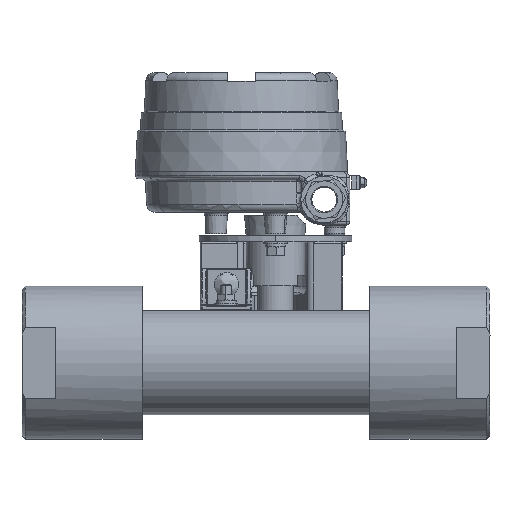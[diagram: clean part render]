
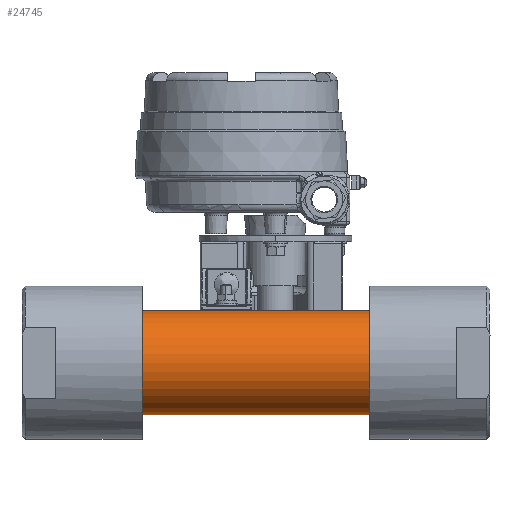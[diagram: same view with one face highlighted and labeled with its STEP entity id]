
A CAD part, left-side view. The second image highlights one B-rep face of the part: STEP entity #24745.
In plain terms, the highlighted cylindrical face has radius 39 mm (diameter 78 mm), a partial arc.
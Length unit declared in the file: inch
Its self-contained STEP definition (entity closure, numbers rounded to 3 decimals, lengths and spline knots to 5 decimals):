
#576 = VERTEX_POINT ( 'NONE', #17685 ) ;
#2042 = DIRECTION ( 'NONE',  ( 0., 1., 0. ) ) ;
#2414 = LINE ( 'NONE', #8310, #14775 ) ;
#2541 = ORIENTED_EDGE ( 'NONE', *, *, #10835, .T. ) ;
#2903 = DIRECTION ( 'NONE',  ( 0., 1., 0. ) ) ;
#3516 = DIRECTION ( 'NONE',  ( 0., 0., -1. ) ) ;
#5551 = CARTESIAN_POINT ( 'NONE',  ( -2.06008, 4.04042, -7.00957 ) ) ;
#7137 = DIRECTION ( 'NONE',  ( 0., -1., 0. ) ) ;
#7917 = ORIENTED_EDGE ( 'NONE', *, *, #16279, .T. ) ;
#8310 = CARTESIAN_POINT ( 'NONE',  ( -2.06008, -5.93989, -10.08043 ) ) ;
#9081 = CIRCLE ( 'NONE', #23082, 1.53543 ) ;
#9411 = DIRECTION ( 'NONE',  ( 0., 1., 0. ) ) ;
#9740 = FACE_OUTER_BOUND ( 'NONE', #10332, .T. ) ;
#10321 = ORIENTED_EDGE ( 'NONE', *, *, #14104, .T. ) ;
#10332 = EDGE_LOOP ( 'NONE', ( #10321, #7917, #2541, #11528 ) ) ;
#10835 = EDGE_CURVE ( 'NONE', #18949, #17596, #9081, .T. ) ;
#11528 = ORIENTED_EDGE ( 'NONE', *, *, #23856, .F. ) ;
#11757 = CARTESIAN_POINT ( 'NONE',  ( -2.06008, -5.93989, -7.00957 ) ) ;
#14047 = CIRCLE ( 'NONE', #17345, 1.53543 ) ;
#14104 = EDGE_CURVE ( 'NONE', #576, #23024, #14047, .T. ) ;
#14732 = CARTESIAN_POINT ( 'NONE',  ( -2.06008, 4.04042, -8.545 ) ) ;
#14775 = VECTOR ( 'NONE', #18370, 39.37008 ) ;
#15678 = DIRECTION ( 'NONE',  ( 0., 0., -1. ) ) ;
#16279 = EDGE_CURVE ( 'NONE', #23024, #18949, #23724, .T. ) ;
#17345 = AXIS2_PLACEMENT_3D ( 'NONE', #23437, #9411, #3516 ) ;
#17596 = VERTEX_POINT ( 'NONE', #24423 ) ;
#17604 = CYLINDRICAL_SURFACE ( 'NONE', #18029, 1.53543 ) ;
#17685 = CARTESIAN_POINT ( 'NONE',  ( -2.06008, -4.89658, -10.08043 ) ) ;
#18029 = AXIS2_PLACEMENT_3D ( 'NONE', #25437, #2042, #15678 ) ;
#18370 = DIRECTION ( 'NONE',  ( 0., 1., 0. ) ) ;
#18949 = VERTEX_POINT ( 'NONE', #5551 ) ;
#19469 = CARTESIAN_POINT ( 'NONE',  ( -2.06008, -4.89658, -7.00957 ) ) ;
#22574 = DIRECTION ( 'NONE',  ( 0., 0., -1. ) ) ;
#23024 = VERTEX_POINT ( 'NONE', #19469 ) ;
#23082 = AXIS2_PLACEMENT_3D ( 'NONE', #14732, #7137, #22574 ) ;
#23114 = VECTOR ( 'NONE', #2903, 39.37008 ) ;
#23437 = CARTESIAN_POINT ( 'NONE',  ( -2.06008, -4.89658, -8.545 ) ) ;
#23724 = LINE ( 'NONE', #11757, #23114 ) ;
#23856 = EDGE_CURVE ( 'NONE', #576, #17596, #2414, .T. ) ;
#24423 = CARTESIAN_POINT ( 'NONE',  ( -2.06008, 4.04042, -10.08043 ) ) ;
#24745 = ADVANCED_FACE ( 'NONE', ( #9740 ), #17604, .T. ) ;
#25437 = CARTESIAN_POINT ( 'NONE',  ( -2.06008, -5.93989, -8.545 ) ) ;
